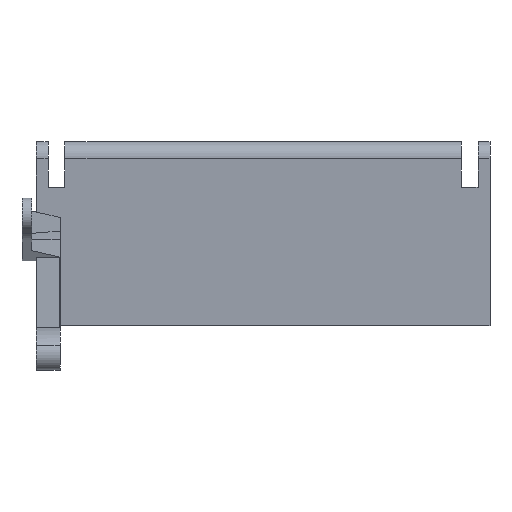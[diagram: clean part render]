
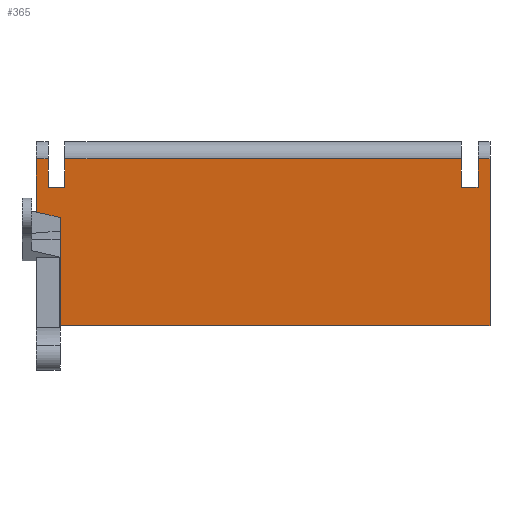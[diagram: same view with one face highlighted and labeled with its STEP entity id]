
A CAD part, left-side view. The second image highlights one B-rep face of the part: STEP entity #365.
In plain terms, the highlighted planar face has unit normal (-0.996, 0, -0.084).
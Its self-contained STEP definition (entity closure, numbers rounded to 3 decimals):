
#23 = ORIENTED_EDGE ( 'NONE', *, *, #1267, .F. ) ;
#25 = ORIENTED_EDGE ( 'NONE', *, *, #846, .T. ) ;
#28 = EDGE_CURVE ( 'NONE', #875, #618, #692, .T. ) ;
#35 = VECTOR ( 'NONE', #1481, 1000. ) ;
#38 = VECTOR ( 'NONE', #1034, 1000. ) ;
#49 = CARTESIAN_POINT ( 'NONE',  ( -1.915, -500000., 7.917 ) ) ;
#51 = DIRECTION ( 'NONE',  ( 0., -1., 0. ) ) ;
#58 = CARTESIAN_POINT ( 'NONE',  ( -2.956, -45., 20.239 ) ) ;
#59 = LINE ( 'NONE', #327, #1367 ) ;
#61 = LINE ( 'NONE', #926, #1558 ) ;
#76 = VERTEX_POINT ( 'NONE', #314 ) ;
#84 = DIRECTION ( 'NONE',  ( 0., -1., 0. ) ) ;
#89 = DIRECTION ( 'NONE',  ( 0., -1., 0. ) ) ;
#96 = LINE ( 'NONE', #400, #1249 ) ;
#114 = EDGE_CURVE ( 'NONE', #310, #1154, #61, .T. ) ;
#121 = ORIENTED_EDGE ( 'NONE', *, *, #28, .F. ) ;
#129 = LINE ( 'NONE', #663, #38 ) ;
#137 = ORIENTED_EDGE ( 'NONE', *, *, #296, .F. ) ;
#140 = ORIENTED_EDGE ( 'NONE', *, *, #992, .T. ) ;
#142 = EDGE_CURVE ( 'NONE', #1229, #1098, #96, .T. ) ;
#150 = ORIENTED_EDGE ( 'NONE', *, *, #1078, .F. ) ;
#182 = DIRECTION ( 'NONE',  ( -0.084, 0., 0.996 ) ) ;
#187 = LINE ( 'NONE', #485, #1460 ) ;
#202 = CARTESIAN_POINT ( 'NONE',  ( 0., 42.5, -14.75 ) ) ;
#214 = EDGE_CURVE ( 'NONE', #1229, #76, #527, .T. ) ;
#229 = ORIENTED_EDGE ( 'NONE', *, *, #214, .T. ) ;
#272 = EDGE_LOOP ( 'NONE', ( #140, #25, #1369, #229, #937, #1294, #1137, #447, #150, #23, #121, #1130, #658, #137, #1509 ) ) ;
#288 = VERTEX_POINT ( 'NONE', #1322 ) ;
#294 = DIRECTION ( 'NONE',  ( 0.084, 0., -0.996 ) ) ;
#296 = EDGE_CURVE ( 'NONE', #1114, #288, #59, .T. ) ;
#310 = VERTEX_POINT ( 'NONE', #1081 ) ;
#314 = CARTESIAN_POINT ( 'NONE',  ( 0., -47.5, -14.75 ) ) ;
#327 = CARTESIAN_POINT ( 'NONE',  ( -2.956, 47.5, 20.239 ) ) ;
#335 = DIRECTION ( 'NONE',  ( -0.084, 0., 0.996 ) ) ;
#365 = ADVANCED_FACE ( 'NONE', ( #561 ), #1195, .F. ) ;
#379 = VECTOR ( 'NONE', #335, 1000. ) ;
#397 = CARTESIAN_POINT ( 'NONE',  ( -2.45, -41.5, 14.25 ) ) ;
#400 = CARTESIAN_POINT ( 'NONE',  ( 0., 42.5, -14.75 ) ) ;
#438 = CARTESIAN_POINT ( 'NONE',  ( -2.45, 47.5, 14.25 ) ) ;
#447 = ORIENTED_EDGE ( 'NONE', *, *, #1312, .F. ) ;
#485 = CARTESIAN_POINT ( 'NONE',  ( 0., 47.5, -14.75 ) ) ;
#501 = CARTESIAN_POINT ( 'NONE',  ( -2.956, -47.5, 20.239 ) ) ;
#519 = CARTESIAN_POINT ( 'NONE',  ( -2.956, 41.5, 20.239 ) ) ;
#525 = CARTESIAN_POINT ( 'NONE',  ( 0., 47.5, -14.75 ) ) ;
#527 = LINE ( 'NONE', #525, #1090 ) ;
#561 = FACE_OUTER_BOUND ( 'NONE', #272, .T. ) ;
#570 = DIRECTION ( 'NONE',  ( 0.996, 0., 0.084 ) ) ;
#582 = VERTEX_POINT ( 'NONE', #397 ) ;
#594 = VECTOR ( 'NONE', #787, 1000. ) ;
#609 = DIRECTION ( 'NONE',  ( 0.084, 0., -0.996 ) ) ;
#618 = VERTEX_POINT ( 'NONE', #519 ) ;
#620 = VERTEX_POINT ( 'NONE', #1393 ) ;
#637 = EDGE_CURVE ( 'NONE', #1508, #76, #1032, .T. ) ;
#649 = VECTOR ( 'NONE', #51, 1000. ) ;
#658 = ORIENTED_EDGE ( 'NONE', *, *, #1015, .F. ) ;
#663 = CARTESIAN_POINT ( 'NONE',  ( 0., 45., -14.75 ) ) ;
#683 = LINE ( 'NONE', #1025, #649 ) ;
#692 = LINE ( 'NONE', #945, #379 ) ;
#739 = DIRECTION ( 'NONE',  ( -0.084, 0., 0.996 ) ) ;
#748 = LINE ( 'NONE', #1082, #1523 ) ;
#755 = VERTEX_POINT ( 'NONE', #1274 ) ;
#783 = VECTOR ( 'NONE', #1432, 1000. ) ;
#784 = DIRECTION ( 'NONE',  ( 0., -1., 0. ) ) ;
#787 = DIRECTION ( 'NONE',  ( 0., -1., 0. ) ) ;
#824 = VECTOR ( 'NONE', #89, 1000. ) ;
#831 = DIRECTION ( 'NONE',  ( 0.084, 0., -0.996 ) ) ;
#846 = EDGE_CURVE ( 'NONE', #755, #1098, #748, .T. ) ;
#875 = VERTEX_POINT ( 'NONE', #1001 ) ;
#904 = CARTESIAN_POINT ( 'NONE',  ( 0., -47.5, -14.75 ) ) ;
#906 = EDGE_CURVE ( 'NONE', #1114, #620, #187, .T. ) ;
#917 = VERTEX_POINT ( 'NONE', #1493 ) ;
#926 = CARTESIAN_POINT ( 'NONE',  ( 0., -45., -14.75 ) ) ;
#929 = VECTOR ( 'NONE', #1357, 1000. ) ;
#933 = CARTESIAN_POINT ( 'NONE',  ( -2.956, 47.5, 20.239 ) ) ;
#937 = ORIENTED_EDGE ( 'NONE', *, *, #637, .F. ) ;
#945 = CARTESIAN_POINT ( 'NONE',  ( 0., 41.5, -14.75 ) ) ;
#987 = AXIS2_PLACEMENT_3D ( 'NONE', #1314, #570, #1570 ) ;
#990 = CARTESIAN_POINT ( 'NONE',  ( -2.956, 47.5, 20.239 ) ) ;
#992 = EDGE_CURVE ( 'NONE', #620, #755, #1365, .T. ) ;
#1001 = CARTESIAN_POINT ( 'NONE',  ( -2.45, 41.5, 14.25 ) ) ;
#1012 = LINE ( 'NONE', #1122, #929 ) ;
#1015 = EDGE_CURVE ( 'NONE', #288, #1188, #129, .T. ) ;
#1025 = CARTESIAN_POINT ( 'NONE',  ( -2.45, 47.5, 14.25 ) ) ;
#1032 = LINE ( 'NONE', #904, #1067 ) ;
#1034 = DIRECTION ( 'NONE',  ( 0.084, 0., -0.996 ) ) ;
#1067 = VECTOR ( 'NONE', #294, 1000. ) ;
#1078 = EDGE_CURVE ( 'NONE', #917, #582, #1012, .T. ) ;
#1081 = CARTESIAN_POINT ( 'NONE',  ( -2.45, -45., 14.25 ) ) ;
#1082 = CARTESIAN_POINT ( 'NONE',  ( 0., 42.5, -14.75 ) ) ;
#1090 = VECTOR ( 'NONE', #784, 1000. ) ;
#1096 = EDGE_CURVE ( 'NONE', #1154, #1508, #1316, .T. ) ;
#1098 = VERTEX_POINT ( 'NONE', #1399 ) ;
#1114 = VERTEX_POINT ( 'NONE', #1414 ) ;
#1122 = CARTESIAN_POINT ( 'NONE',  ( 0., -41.5, -14.75 ) ) ;
#1130 = ORIENTED_EDGE ( 'NONE', *, *, #1197, .F. ) ;
#1137 = ORIENTED_EDGE ( 'NONE', *, *, #114, .F. ) ;
#1154 = VERTEX_POINT ( 'NONE', #58 ) ;
#1183 = LINE ( 'NONE', #438, #783 ) ;
#1188 = VERTEX_POINT ( 'NONE', #1282 ) ;
#1195 = PLANE ( 'NONE',  #987 ) ;
#1197 = EDGE_CURVE ( 'NONE', #1188, #875, #683, .T. ) ;
#1229 = VERTEX_POINT ( 'NONE', #202 ) ;
#1249 = VECTOR ( 'NONE', #739, 1000. ) ;
#1267 = EDGE_CURVE ( 'NONE', #618, #917, #1458, .T. ) ;
#1274 = CARTESIAN_POINT ( 'NONE',  ( -1.915, 42.5, 7.917 ) ) ;
#1282 = CARTESIAN_POINT ( 'NONE',  ( -2.45, 45., 14.25 ) ) ;
#1294 = ORIENTED_EDGE ( 'NONE', *, *, #1096, .F. ) ;
#1312 = EDGE_CURVE ( 'NONE', #582, #310, #1183, .T. ) ;
#1314 = CARTESIAN_POINT ( 'NONE',  ( 0., 47.5, -14.75 ) ) ;
#1316 = LINE ( 'NONE', #990, #35 ) ;
#1322 = CARTESIAN_POINT ( 'NONE',  ( -2.956, 45., 20.239 ) ) ;
#1357 = DIRECTION ( 'NONE',  ( 0.084, 0., -0.996 ) ) ;
#1365 = LINE ( 'NONE', #49, #594 ) ;
#1367 = VECTOR ( 'NONE', #84, 1000. ) ;
#1369 = ORIENTED_EDGE ( 'NONE', *, *, #142, .F. ) ;
#1393 = CARTESIAN_POINT ( 'NONE',  ( -1.915, 47.5, 7.917 ) ) ;
#1399 = CARTESIAN_POINT ( 'NONE',  ( -1.678, 42.5, 5.112 ) ) ;
#1414 = CARTESIAN_POINT ( 'NONE',  ( -2.956, 47.5, 20.239 ) ) ;
#1432 = DIRECTION ( 'NONE',  ( 0., -1., 0. ) ) ;
#1458 = LINE ( 'NONE', #933, #824 ) ;
#1460 = VECTOR ( 'NONE', #609, 1000. ) ;
#1481 = DIRECTION ( 'NONE',  ( 0., -1., 0. ) ) ;
#1493 = CARTESIAN_POINT ( 'NONE',  ( -2.956, -41.5, 20.239 ) ) ;
#1508 = VERTEX_POINT ( 'NONE', #501 ) ;
#1509 = ORIENTED_EDGE ( 'NONE', *, *, #906, .T. ) ;
#1523 = VECTOR ( 'NONE', #831, 1000. ) ;
#1558 = VECTOR ( 'NONE', #182, 1000. ) ;
#1570 = DIRECTION ( 'NONE',  ( -0.084, 0., 0.996 ) ) ;
